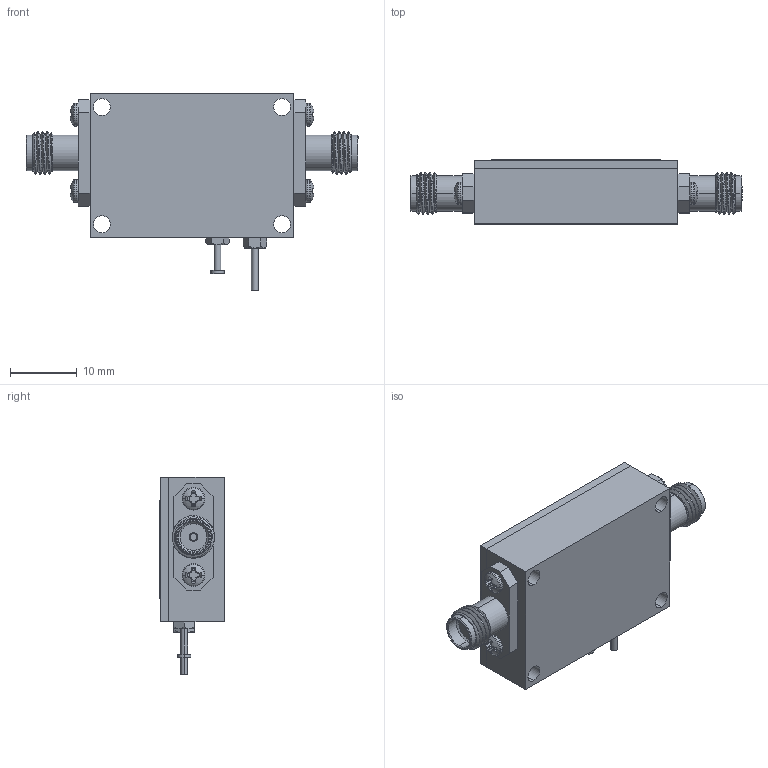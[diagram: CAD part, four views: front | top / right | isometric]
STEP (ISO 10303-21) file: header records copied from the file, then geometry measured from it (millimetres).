
FILE_DESCRIPTION (( 'STEP AP203' ), '1' );
FILE_NAME ('PE15A1008.step', '2019-09-25T17:57:18', ( '' ), ( '' ), 'SwSTEP 2.0', 'SolidWorks 2018', '' );
FILE_SCHEMA (( 'CONFIG_CONTROL_DESIGN' ));
Products named in the file (1): PE15A1008
Bounding box: 49.63 x 9.6 x 29.46 mm (x, y, z)
Volume: 6728 mm3; surface area: 4238.7 mm2
Topology: 15 solids, 15 shells, 1283 faces, 3425 edges, 2248 vertices
Faces by surface type: plane 613, cylinder 261, bspline 259, cone 126, torus 16, sphere 8
Entity records: 61818 total; most frequent: CARTESIAN_POINT 32566, ORIENTED_EDGE 6818, DIRECTION 4877, EDGE_CURVE 3409, VERTEX_POINT 2248, LINE 1827, VECTOR 1827, AXIS2_PLACEMENT_3D 1525
